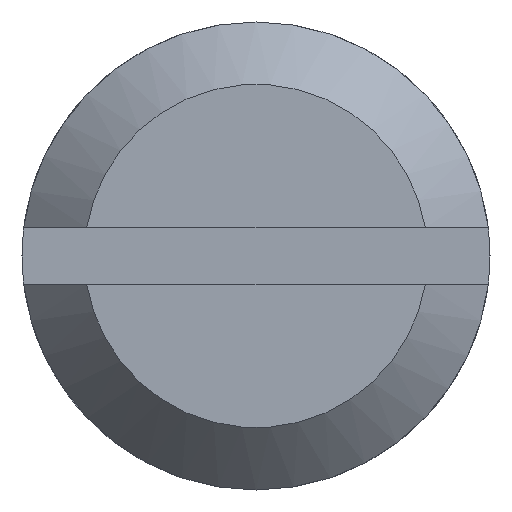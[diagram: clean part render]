
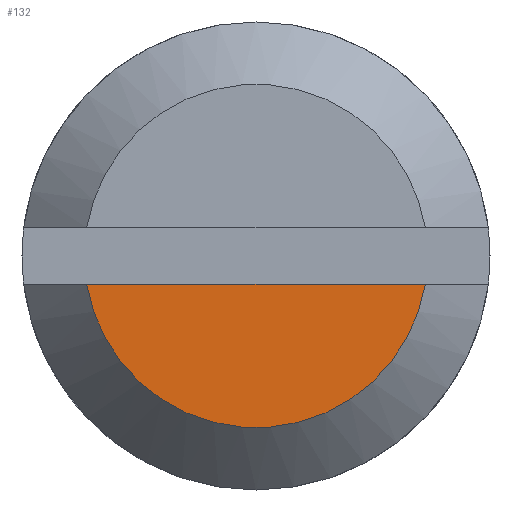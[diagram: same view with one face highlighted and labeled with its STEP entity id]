
A CAD part, front view. The second image highlights one B-rep face of the part: STEP entity #132.
In plain terms, the highlighted face is planar.
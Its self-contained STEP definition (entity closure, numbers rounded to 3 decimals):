
#132=ADVANCED_FACE('',(#357),#356,.F.);
#356=PLANE('',#684);
#357=FACE_OUTER_BOUND('',#685,.T.);
#681=CARTESIAN_POINT('',(-10.,-6.511,-5.96));
#682=DIRECTION('',(1.,0.,0.));
#683=DIRECTION('',(0.,1.,0.));
#684=AXIS2_PLACEMENT_3D('',#681,#682,#683);
#685=EDGE_LOOP('',(#938,#939));
#938=ORIENTED_EDGE('',*,*,#1080,.F.);
#939=ORIENTED_EDGE('',*,*,#1081,.T.);
#1080=EDGE_CURVE('',#1484,#1485,#1486,.T.);
#1081=EDGE_CURVE('',#1484,#1485,#1492,.T.);
#1484=VERTEX_POINT('',#1991);
#1485=VERTEX_POINT('',#1992);
#1486=LINE('',#1993,#1994);
#1492=CIRCLE('',#1999,5.5);
#1991=CARTESIAN_POINT('',(-10.,5.426,-0.9));
#1992=CARTESIAN_POINT('',(-10.,-5.426,-0.9));
#1993=CARTESIAN_POINT('',(-10.,5.426,-0.9));
#1994=VECTOR('',#1995,10.852);
#1995=DIRECTION('',(0.,-1.,0.));
#1996=CARTESIAN_POINT('',(-10.,0.,0.));
#1997=DIRECTION('',(-1.,0.,0.));
#1998=DIRECTION('',(0.,0.987,-0.164));
#1999=AXIS2_PLACEMENT_3D('',#1996,#1997,#1998);
